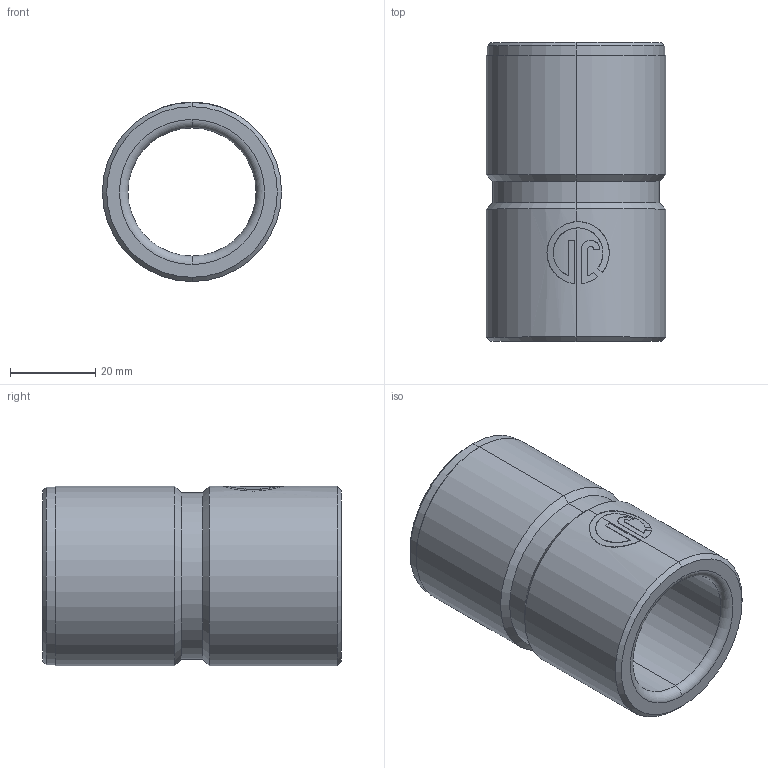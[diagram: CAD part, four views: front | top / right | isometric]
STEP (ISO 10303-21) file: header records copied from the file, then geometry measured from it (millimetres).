
FILE_DESCRIPTION (( 'STEP AP214' ), '1' );
FILE_NAME ('HBB-d30-L80.step', '2021-10-27T09:25:04', ( 'User' ), ( 'china' ), 'SwSTEP 2.0', 'SolidWorks 2016', '' );
FILE_SCHEMA (( 'AUTOMOTIVE_DESIGN' ));
Length unit declared in the file: millimetre
Products named in the file (1): HBB-d30-L80
Bounding box: 42 x 70 x 42 mm (x, y, z)
Volume: 44954.9 mm3; surface area: 17081.4 mm2
Topology: 1 solids, 1 shells, 48 faces, 113 edges, 70 vertices
Faces by surface type: cylinder 24, plane 12, cone 10, torus 2
Entity records: 1743 total; most frequent: CARTESIAN_POINT 626, ORIENTED_EDGE 226, DIRECTION 223, EDGE_CURVE 113, AXIS2_PLACEMENT_3D 87, VERTEX_POINT 70, EDGE_LOOP 53, VECTOR 49
